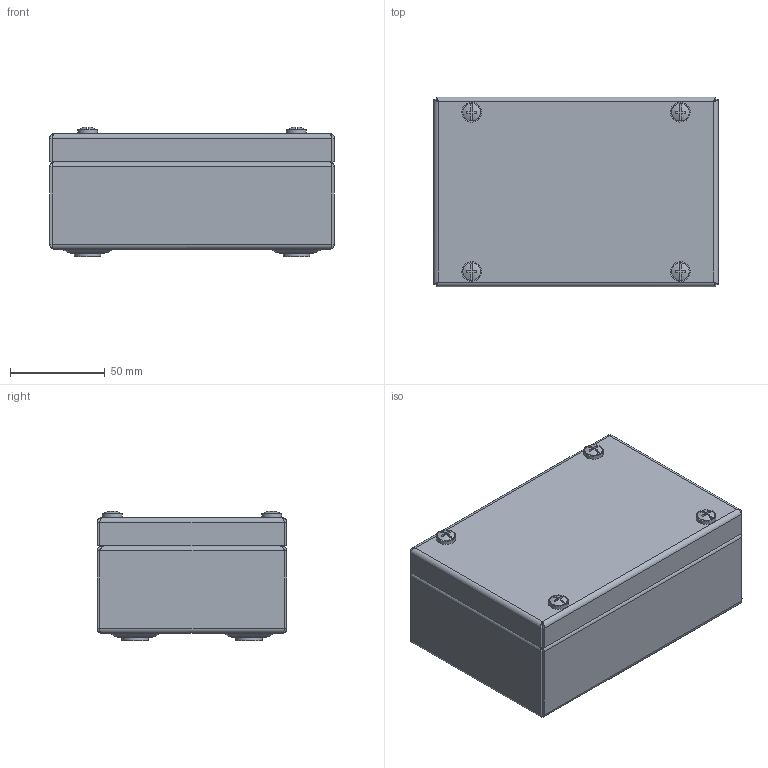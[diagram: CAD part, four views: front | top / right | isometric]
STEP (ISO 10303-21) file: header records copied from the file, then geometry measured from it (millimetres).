
FILE_DESCRIPTION(/* description */ (''),/* implementation_level */ '2;1');
FILE_NAME(/* name */ '20151006000-RST.stp',/* time_stamp */ '2021-09-08T13:07:50+02:00',/* author */ ('sl'),/* organization */ (''),/* preprocessor_version */ 'ST-DEVELOPER v16.5',/* originating_system */ 'Autodesk Inventor 2017',/* authorisation */ '');
FILE_SCHEMA (('AUTOMOTIVE_DESIGN { 1 0 10303 214 3 1 1 }'));
Length unit declared in the file: millimetre
Products named in the file (14): Edelstahl-Gehäuse-02-BG-0001-20151006000; Deckel-Edelstahl-Gehäuse-02-BG-0002-20151006000; 42025; 82410_37151006; 41070; 93216; 93379; 92081; UT-Edelstahl-Gehäuse-02-BG-0003-20151006000; 42017; 42107; 86003_Bl.1,25; Fuß-Edelstahl-Gehäuse-01-BT-0001-20101006000; Erdung-Edelstahl-Gehäuse-01-BT-0002-20101006000
Assembly tree (26 placements, depth 3):
  Edelstahl-Gehäuse-02-BG-0001-20151006000
    Deckel-Edelstahl-Gehäuse-02-BG-0002-20151006000
      42025
      82410_37151006
      41070  x4
      93216  x4
      93379
      92081
    UT-Edelstahl-Gehäuse-02-BG-0003-20151006000
      42017
      42107  x2
      86003_Bl.1,25  x4
      Fuß-Edelstahl-Gehäuse-01-BT-0001-20101006000  x4
      Erdung-Edelstahl-Gehäuse-01-BT-0002-20101006000
Bounding box: 150 x 100 x 68.36 mm (x, y, z)
Volume: 133999.5 mm3; surface area: 169907.1 mm2
Topology: 24 solids, 24 shells, 809 faces, 1754 edges, 1040 vertices
Faces by surface type: plane 403, cylinder 222, bspline 100, cone 44, sphere 24, torus 16
Full cylindrical faces by diameter (mm): 3.3 x2, 4.2 x4, 4.7 x2, 5 x6, 5.9 x4, 6 x1, 7 x8, 7.1 x4, 8 x10, 8.5 x4, 9 x4, 10 x8, 10.4 x4, 12 x1, 14 x4
Entity records: 17373 total; most frequent: CARTESIAN_POINT 5621, DIRECTION 2342, ORIENTED_EDGE 2254, EDGE_CURVE 1127, AXIS2_PLACEMENT_3D 849, VERTEX_POINT 682, LINE 644, VECTOR 644
